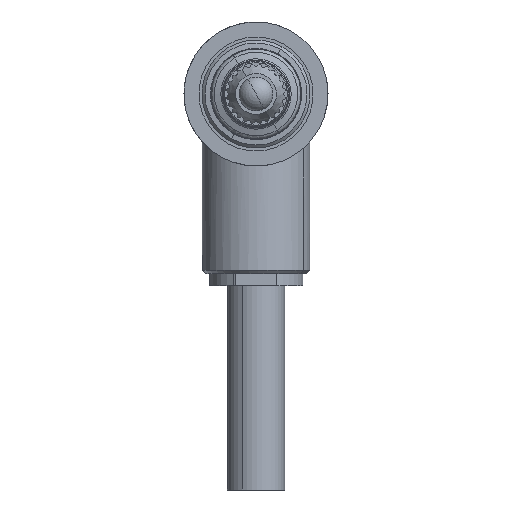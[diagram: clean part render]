
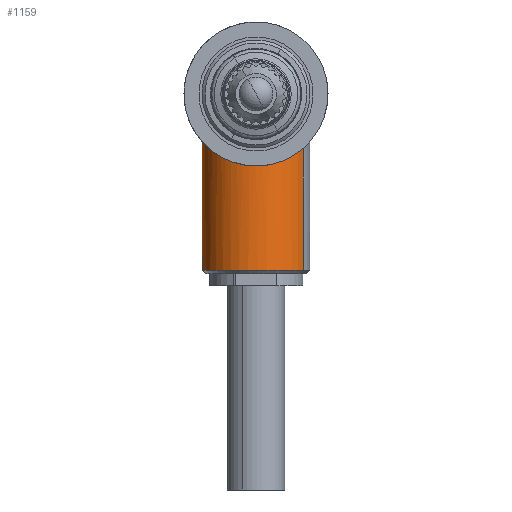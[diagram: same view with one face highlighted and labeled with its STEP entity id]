
A CAD part, front view. The second image highlights one B-rep face of the part: STEP entity #1159.
In plain terms, the highlighted cylindrical face has radius 4.5 mm (diameter 9 mm), a partial arc.
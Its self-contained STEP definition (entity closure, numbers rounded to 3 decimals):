
#866=AXIS2_PLACEMENT_3D('Circle Axis2P3D',#864,#865,$) ;
#883=AXIS2_PLACEMENT_3D('Circle Axis2P3D',#881,#882,$) ;
#1107=AXIS2_PLACEMENT_3D('Cylinder Axis2P3D',#1104,#1105,#1106) ;
#853=CARTESIAN_POINT('Vertex',(-4.496,56.107,-14.7)) ;
#861=CARTESIAN_POINT('Vertex',(3.949,54.143,-14.7)) ;
#864=CARTESIAN_POINT('Axis2P3D Location',(0.,56.3,-14.7)) ;
#881=CARTESIAN_POINT('Axis2P3D Location',(0.,56.3,-14.7)) ;
#885=CARTESIAN_POINT('Vertex',(-3.949,58.457,-14.7)) ;
#1104=CARTESIAN_POINT('Axis2P3D Location',(0.,56.3,-7.5)) ;
#1109=CARTESIAN_POINT('Line Origine',(3.949,54.143,-7.5)) ;
#1113=CARTESIAN_POINT('Vertex',(3.949,54.143,-3.067)) ;
#1117=CARTESIAN_POINT('Control Point',(3.949,54.143,-3.067)) ;
#1118=CARTESIAN_POINT('Control Point',(3.719,53.721,-3.363)) ;
#1119=CARTESIAN_POINT('Control Point',(3.435,53.336,-3.671)) ;
#1120=CARTESIAN_POINT('Control Point',(3.091,52.974,-3.971)) ;
#1121=CARTESIAN_POINT('Control Point',(2.433,52.451,-4.42)) ;
#1122=CARTESIAN_POINT('Control Point',(1.626,52.081,-4.748)) ;
#1123=CARTESIAN_POINT('Control Point',(1.278,51.962,-4.855)) ;
#1124=CARTESIAN_POINT('Control Point',(0.476,51.777,-5.02)) ;
#1125=CARTESIAN_POINT('Control Point',(-0.367,51.779,-5.018)) ;
#1126=CARTESIAN_POINT('Control Point',(-0.825,51.842,-4.962)) ;
#1127=CARTESIAN_POINT('Control Point',(-1.88,52.124,-4.708)) ;
#1128=CARTESIAN_POINT('Control Point',(-2.754,52.667,-4.231)) ;
#1129=CARTESIAN_POINT('Control Point',(-3.195,53.059,-3.898)) ;
#1130=CARTESIAN_POINT('Control Point',(-3.676,53.629,-3.426)) ;
#1131=CARTESIAN_POINT('Control Point',(-4.03,54.284,-2.965)) ;
#1132=CARTESIAN_POINT('Control Point',(-4.111,54.455,-2.851)) ;
#1133=CARTESIAN_POINT('Control Point',(-4.308,54.932,-2.553)) ;
#1134=CARTESIAN_POINT('Control Point',(-4.442,55.461,-2.305)) ;
#1135=CARTESIAN_POINT('Control Point',(-4.5,55.824,-2.178)) ;
#1136=CARTESIAN_POINT('Control Point',(-4.524,56.449,-2.132)) ;
#1137=CARTESIAN_POINT('Control Point',(-4.447,57.041,-2.286)) ;
#1138=CARTESIAN_POINT('Control Point',(-4.405,57.257,-2.369)) ;
#1139=CARTESIAN_POINT('Control Point',(-4.306,57.641,-2.547)) ;
#1140=CARTESIAN_POINT('Control Point',(-4.173,57.997,-2.758)) ;
#1141=CARTESIAN_POINT('Control Point',(-4.105,58.155,-2.859)) ;
#1142=CARTESIAN_POINT('Control Point',(-4.03,58.309,-2.962)) ;
#1143=CARTESIAN_POINT('Control Point',(-3.949,58.457,-3.067)) ;
#1144=CARTESIAN_POINT('Vertex',(-3.949,58.457,-3.067)) ;
#1147=CARTESIAN_POINT('Line Origine',(-3.949,58.457,-7.5)) ;
#865=DIRECTION('Axis2P3D Direction',(0.,0.,1.)) ;
#882=DIRECTION('Axis2P3D Direction',(0.,0.,1.)) ;
#1105=DIRECTION('Axis2P3D Direction',(0.,0.,-1.)) ;
#1106=DIRECTION('Axis2P3D XDirection',(0.878,-0.479,0.)) ;
#1110=DIRECTION('Vector Direction',(0.,0.,-1.)) ;
#1148=DIRECTION('Vector Direction',(0.,0.,-1.)) ;
#1111=VECTOR('Line Direction',#1110,1.) ;
#1149=VECTOR('Line Direction',#1148,1.) ;
#1153=ORIENTED_EDGE('',*,*,#1115,.T.) ;
#1154=ORIENTED_EDGE('',*,*,#1146,.T.) ;
#1155=ORIENTED_EDGE('',*,*,#1151,.F.) ;
#1156=ORIENTED_EDGE('',*,*,#887,.F.) ;
#1157=ORIENTED_EDGE('',*,*,#868,.F.) ;
#1159=ADVANCED_FACE('\X2\FF8EFF9EFF83FF9EFF68FF70\X0\.2',(#1158),#1108,.T.) ;
#1116=B_SPLINE_CURVE_WITH_KNOTS('',5,(#1117,#1118,#1119,#1120,#1121,#1122,#1123,#1124,#1125,#1126,#1127,#1128,#1129,#1130,#1131,#1132,#1133,#1134,#1135,#1136,#1137,#1138,#1139,#1140,#1141,#1142,#1143),.UNSPECIFIED.,.F.,.U.,(6,3,3,3,3,3,3,3,6),(0.,4.006,6.678,9.908,14.557,16.115,18.785,20.446,21.86),.UNSPECIFIED.) ;
#867=CIRCLE('generated circle',#866,4.5) ;
#884=CIRCLE('generated circle',#883,4.5) ;
#1108=CYLINDRICAL_SURFACE('generated cylinder',#1107,4.5) ;
#868=EDGE_CURVE('',#862,#854,#867,.F.) ;
#887=EDGE_CURVE('',#854,#886,#884,.F.) ;
#1115=EDGE_CURVE('',#862,#1114,#1112,.F.) ;
#1146=EDGE_CURVE('',#1114,#1145,#1116,.T.) ;
#1151=EDGE_CURVE('',#886,#1145,#1150,.F.) ;
#1152=EDGE_LOOP('',(#1153,#1154,#1155,#1156,#1157)) ;
#1158=FACE_OUTER_BOUND('',#1152,.T.) ;
#1112=LINE('Line',#1109,#1111) ;
#1150=LINE('Line',#1147,#1149) ;
#854=VERTEX_POINT('',#853) ;
#862=VERTEX_POINT('',#861) ;
#886=VERTEX_POINT('',#885) ;
#1114=VERTEX_POINT('',#1113) ;
#1145=VERTEX_POINT('',#1144) ;
